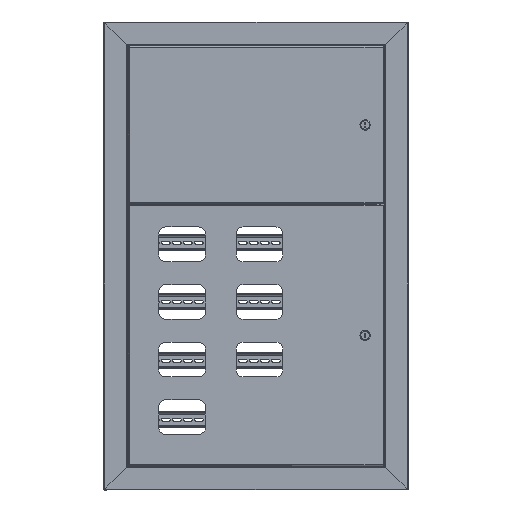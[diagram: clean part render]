
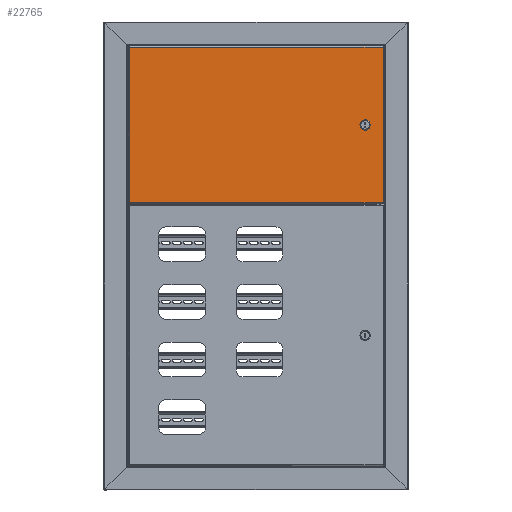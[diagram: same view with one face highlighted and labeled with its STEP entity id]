
A CAD part, top view. The second image highlights one B-rep face of the part: STEP entity #22765.
In plain terms, the highlighted planar face has unit normal (0, 0, 1).
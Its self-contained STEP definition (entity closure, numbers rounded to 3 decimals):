
#102 = VERTEX_POINT ( 'NONE', #24216 ) ;
#723 = EDGE_CURVE ( 'NONE', #9158, #30554, #42863, .T. ) ;
#819 = CARTESIAN_POINT ( 'NONE',  ( 164.551, 31.5, 0. ) ) ;
#2561 = CARTESIAN_POINT ( 'NONE',  ( 171.849, 48.5, 0. ) ) ;
#3040 = LINE ( 'NONE', #3859, #11577 ) ;
#3093 = CARTESIAN_POINT ( 'NONE',  ( 334.7, 1.7, 0. ) ) ;
#3859 = CARTESIAN_POINT ( 'NONE',  ( 1.7, 544.293, 0. ) ) ;
#4255 = CARTESIAN_POINT ( 'NONE',  ( 171.849, 31.5, 0. ) ) ;
#4405 = EDGE_LOOP ( 'NONE', ( #6751, #36562, #39713, #26488, #34541 ) ) ;
#4865 = CARTESIAN_POINT ( 'NONE',  ( 168.2, 40., 0. ) ) ;
#5120 = CARTESIAN_POINT ( 'NONE',  ( 168.2, 40., 0. ) ) ;
#5347 = DIRECTION ( 'NONE',  ( 1., 0., 0. ) ) ;
#5750 = AXIS2_PLACEMENT_3D ( 'NONE', #14608, #13949, #31637 ) ;
#6342 = FACE_OUTER_BOUND ( 'NONE', #32304, .T. ) ;
#6456 = CARTESIAN_POINT ( 'NONE',  ( 171.849, 48.5, 0. ) ) ;
#6751 = ORIENTED_EDGE ( 'NONE', *, *, #33070, .F. ) ;
#6880 = CARTESIAN_POINT ( 'NONE',  ( 334.993, 544., 0. ) ) ;
#7618 = EDGE_CURVE ( 'NONE', #30283, #42271, #38810, .T. ) ;
#8860 = DIRECTION ( 'NONE',  ( 0., 1., 0. ) ) ;
#9158 = VERTEX_POINT ( 'NONE', #11323 ) ;
#9204 = CARTESIAN_POINT ( 'NONE',  ( 1.7, 1.7, 0. ) ) ;
#9347 = DIRECTION ( 'NONE',  ( 0., 0., 1. ) ) ;
#9908 = VERTEX_POINT ( 'NONE', #2561 ) ;
#10541 = AXIS2_PLACEMENT_3D ( 'NONE', #5120, #9347, #5347 ) ;
#11323 = CARTESIAN_POINT ( 'NONE',  ( 1.7, 1.7, 0. ) ) ;
#11577 = VECTOR ( 'NONE', #36519, 1000. ) ;
#12123 = EDGE_CURVE ( 'NONE', #31685, #19040, #16349, .T. ) ;
#12989 = DIRECTION ( 'NONE',  ( 0., 0., -1. ) ) ;
#13763 = ORIENTED_EDGE ( 'NONE', *, *, #32271, .T. ) ;
#13949 = DIRECTION ( 'NONE',  ( 0., 0., 1. ) ) ;
#14608 = CARTESIAN_POINT ( 'NONE',  ( 168.2, 40., 0. ) ) ;
#16349 = CIRCLE ( 'NONE', #5750, 9.25 ) ;
#16750 = VECTOR ( 'NONE', #16853, 1000. ) ;
#16853 = DIRECTION ( 'NONE',  ( -1., 0., 0. ) ) ;
#17135 = LINE ( 'NONE', #4255, #24173 ) ;
#17358 = AXIS2_PLACEMENT_3D ( 'NONE', #4865, #18404, #42314 ) ;
#17498 = EDGE_CURVE ( 'NONE', #42271, #9908, #24480, .T. ) ;
#18404 = DIRECTION ( 'NONE',  ( 0., 0., 1. ) ) ;
#18663 = CARTESIAN_POINT ( 'NONE',  ( 164.551, 48.5, 0. ) ) ;
#19040 = VERTEX_POINT ( 'NONE', #819 ) ;
#19864 = PLANE ( 'NONE',  #40950 ) ;
#20078 = FACE_BOUND ( 'NONE', #4405, .T. ) ;
#20644 = EDGE_CURVE ( 'NONE', #102, #41732, #33228, .T. ) ;
#21523 = VECTOR ( 'NONE', #23545, 1000. ) ;
#21987 = CARTESIAN_POINT ( 'NONE',  ( 171.849, 31.5, 0. ) ) ;
#22761 = CARTESIAN_POINT ( 'NONE',  ( 0., 545.7, 0. ) ) ;
#22765 = ADVANCED_FACE ( 'NONE', ( #20078, #6342 ), #19864, .F. ) ;
#22990 = DIRECTION ( 'NONE',  ( -1., 0., 0. ) ) ;
#23205 = VECTOR ( 'NONE', #8860, 1000. ) ;
#23545 = DIRECTION ( 'NONE',  ( -1., 0., 0. ) ) ;
#24173 = VECTOR ( 'NONE', #24473, 1000. ) ;
#24216 = CARTESIAN_POINT ( 'NONE',  ( 334.7, 544., 0. ) ) ;
#24473 = DIRECTION ( 'NONE',  ( 1., 0., 0. ) ) ;
#24480 = CIRCLE ( 'NONE', #17358, 9.25 ) ;
#26062 = DIRECTION ( 'NONE',  ( 1., 0., 0. ) ) ;
#26488 = ORIENTED_EDGE ( 'NONE', *, *, #27501, .F. ) ;
#27495 = CARTESIAN_POINT ( 'NONE',  ( 1.7, 544., 0. ) ) ;
#27501 = EDGE_CURVE ( 'NONE', #19040, #30283, #17135, .T. ) ;
#27875 = CARTESIAN_POINT ( 'NONE',  ( 177.45, 40., 0. ) ) ;
#29242 = CARTESIAN_POINT ( 'NONE',  ( 334.7, 0., 0. ) ) ;
#30283 = VERTEX_POINT ( 'NONE', #21987 ) ;
#30554 = VERTEX_POINT ( 'NONE', #3093 ) ;
#31018 = LINE ( 'NONE', #6456, #21523 ) ;
#31637 = DIRECTION ( 'NONE',  ( 1., 0., 0. ) ) ;
#31685 = VERTEX_POINT ( 'NONE', #18663 ) ;
#31908 = ORIENTED_EDGE ( 'NONE', *, *, #20644, .T. ) ;
#32271 = EDGE_CURVE ( 'NONE', #41732, #9158, #3040, .T. ) ;
#32304 = EDGE_LOOP ( 'NONE', ( #37533, #35483, #31908, #13763 ) ) ;
#33070 = EDGE_CURVE ( 'NONE', #9908, #31685, #31018, .T. ) ;
#33228 = LINE ( 'NONE', #6880, #16750 ) ;
#34541 = ORIENTED_EDGE ( 'NONE', *, *, #12123, .F. ) ;
#35483 = ORIENTED_EDGE ( 'NONE', *, *, #39037, .T. ) ;
#35664 = LINE ( 'NONE', #29242, #23205 ) ;
#36406 = VECTOR ( 'NONE', #26062, 1000. ) ;
#36519 = DIRECTION ( 'NONE',  ( 0., -1., 0. ) ) ;
#36562 = ORIENTED_EDGE ( 'NONE', *, *, #17498, .F. ) ;
#37533 = ORIENTED_EDGE ( 'NONE', *, *, #723, .T. ) ;
#38810 = CIRCLE ( 'NONE', #10541, 9.25 ) ;
#39037 = EDGE_CURVE ( 'NONE', #30554, #102, #35664, .T. ) ;
#39713 = ORIENTED_EDGE ( 'NONE', *, *, #7618, .F. ) ;
#40950 = AXIS2_PLACEMENT_3D ( 'NONE', #22761, #12989, #22990 ) ;
#41732 = VERTEX_POINT ( 'NONE', #27495 ) ;
#42271 = VERTEX_POINT ( 'NONE', #27875 ) ;
#42314 = DIRECTION ( 'NONE',  ( 1., 0., 0. ) ) ;
#42863 = LINE ( 'NONE', #9204, #36406 ) ;
